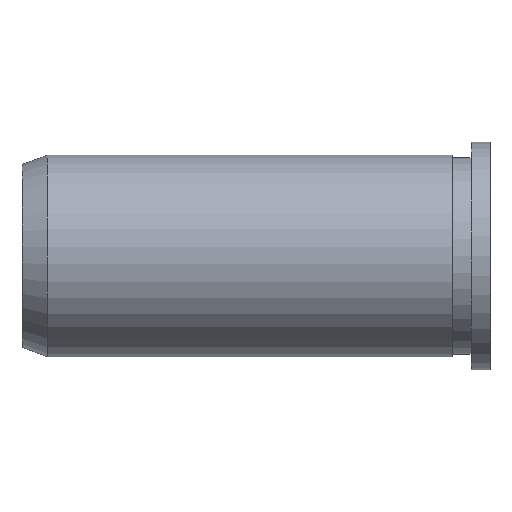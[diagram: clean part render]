
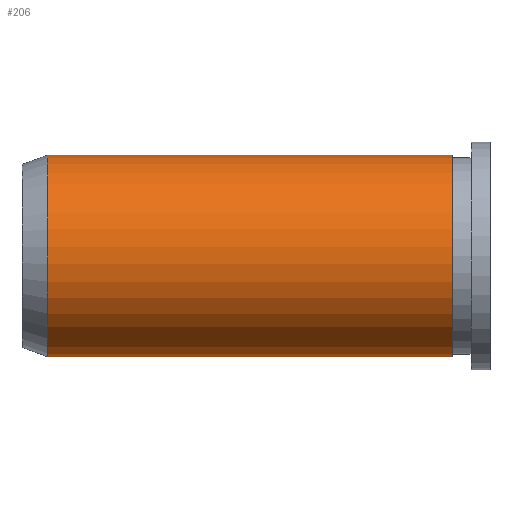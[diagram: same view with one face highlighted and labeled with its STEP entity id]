
A CAD part, top view. The second image highlights one B-rep face of the part: STEP entity #206.
In plain terms, the highlighted cylindrical face has radius 8 mm (diameter 16 mm), a partial arc.
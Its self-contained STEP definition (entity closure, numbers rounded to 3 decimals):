
#34 = CARTESIAN_POINT ( 'NONE',  ( -35., 0., 0. ) ) ;
#35 = CARTESIAN_POINT ( 'NONE',  ( -3., -7.965, -0.75 ) ) ;
#45 = CARTESIAN_POINT ( 'NONE',  ( -35., -7.965, 0.75 ) ) ;
#81 = VERTEX_POINT ( 'NONE', #247 ) ;
#95 = AXIS2_PLACEMENT_3D ( 'NONE', #181, #375, #276 ) ;
#97 = CARTESIAN_POINT ( 'NONE',  ( -3., -7.965, 0.75 ) ) ;
#105 = EDGE_CURVE ( 'NONE', #394, #354, #343, .T. ) ;
#108 = VECTOR ( 'NONE', #203, 1000. ) ;
#118 = FACE_OUTER_BOUND ( 'NONE', #262, .T. ) ;
#140 = VECTOR ( 'NONE', #231, 1000. ) ;
#152 = DIRECTION ( 'NONE',  ( 0., 0., 1. ) ) ;
#153 = DIRECTION ( 'NONE',  ( -1., 0., 0. ) ) ;
#162 = CARTESIAN_POINT ( 'NONE',  ( -38.588, -7.965, 0.75 ) ) ;
#172 = AXIS2_PLACEMENT_3D ( 'NONE', #34, #362, #333 ) ;
#174 = AXIS2_PLACEMENT_3D ( 'NONE', #254, #153, #152 ) ;
#177 = CYLINDRICAL_SURFACE ( 'NONE', #174, 8. ) ;
#181 = CARTESIAN_POINT ( 'NONE',  ( -3., 0., 0. ) ) ;
#191 = LINE ( 'NONE', #402, #108 ) ;
#203 = DIRECTION ( 'NONE',  ( -1., 0., 0. ) ) ;
#206 = ADVANCED_FACE ( 'NONE', ( #118 ), #177, .T. ) ;
#231 = DIRECTION ( 'NONE',  ( -1., 0., 0. ) ) ;
#247 = CARTESIAN_POINT ( 'NONE',  ( -35., -7.965, -0.75 ) ) ;
#254 = CARTESIAN_POINT ( 'NONE',  ( -38.588, 0., 0. ) ) ;
#262 = EDGE_LOOP ( 'NONE', ( #377, #423, #344, #298 ) ) ;
#276 = DIRECTION ( 'NONE',  ( 0., 0., 1. ) ) ;
#298 = ORIENTED_EDGE ( 'NONE', *, *, #389, .F. ) ;
#333 = DIRECTION ( 'NONE',  ( 0., 0., 1. ) ) ;
#343 = CIRCLE ( 'NONE', #95, 8. ) ;
#344 = ORIENTED_EDGE ( 'NONE', *, *, #361, .F. ) ;
#353 = CIRCLE ( 'NONE', #172, 8. ) ;
#354 = VERTEX_POINT ( 'NONE', #35 ) ;
#361 = EDGE_CURVE ( 'NONE', #410, #81, #353, .T. ) ;
#362 = DIRECTION ( 'NONE',  ( -1., 0., 0. ) ) ;
#375 = DIRECTION ( 'NONE',  ( -1., 0., 0. ) ) ;
#377 = ORIENTED_EDGE ( 'NONE', *, *, #105, .T. ) ;
#389 = EDGE_CURVE ( 'NONE', #394, #410, #399, .T. ) ;
#394 = VERTEX_POINT ( 'NONE', #97 ) ;
#399 = LINE ( 'NONE', #162, #140 ) ;
#402 = CARTESIAN_POINT ( 'NONE',  ( -38.588, -7.965, -0.75 ) ) ;
#405 = EDGE_CURVE ( 'NONE', #354, #81, #191, .T. ) ;
#410 = VERTEX_POINT ( 'NONE', #45 ) ;
#423 = ORIENTED_EDGE ( 'NONE', *, *, #405, .T. ) ;
